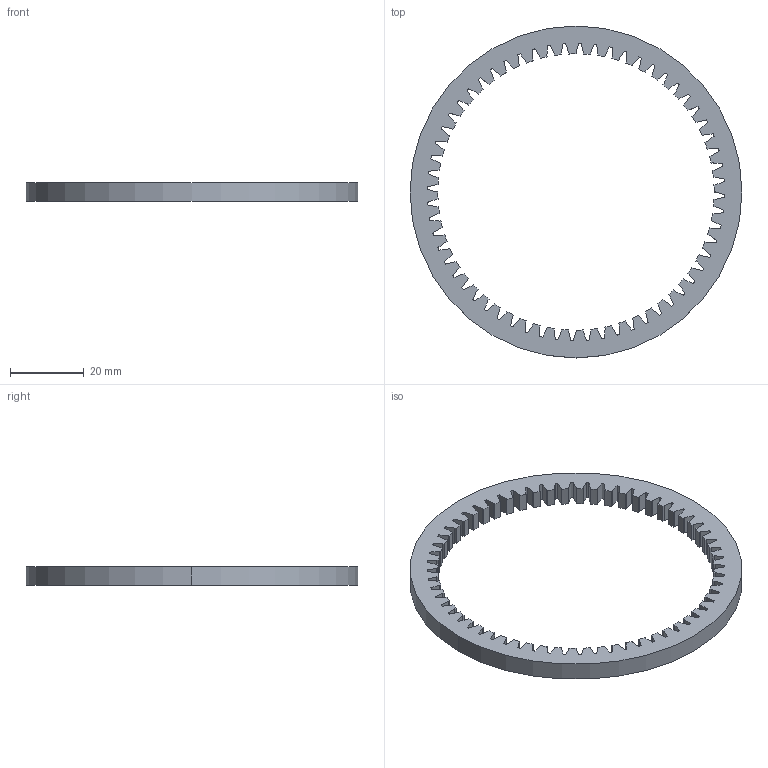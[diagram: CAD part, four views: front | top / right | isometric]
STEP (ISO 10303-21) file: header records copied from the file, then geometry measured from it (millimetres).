
FILE_DESCRIPTION((''),'2;1');
FILE_NAME('RING_NO_2','2021-02-15T18:07:56',('TINH LE'),(''),'CREO PARAMETRIC BY PTC INC, 2020154','CREO PARAMETRIC BY PTC INC, 2020154','');
FILE_SCHEMA(('CONFIG_CONTROL_DESIGN'));
Length unit declared in the file: millimetre
Products named in the file (1): RING_NO_2
Bounding box: 90 x 90 x 5 mm (x, y, z)
Volume: 8465.6 mm3; surface area: 7414.5 mm2
Topology: 1 solids, 1 shells, 364 faces, 1086 edges, 724 vertices
Faces by surface type: plane 122, cylinder 122, extrusion 120
Entity records: 12736 total; most frequent: CARTESIAN_POINT 3134, ORIENTED_EDGE 2172, DIRECTION 1698, EDGE_CURVE 1086, VERTEX_POINT 724, VECTOR 722, LINE 602, AXIS2_PLACEMENT_3D 488
